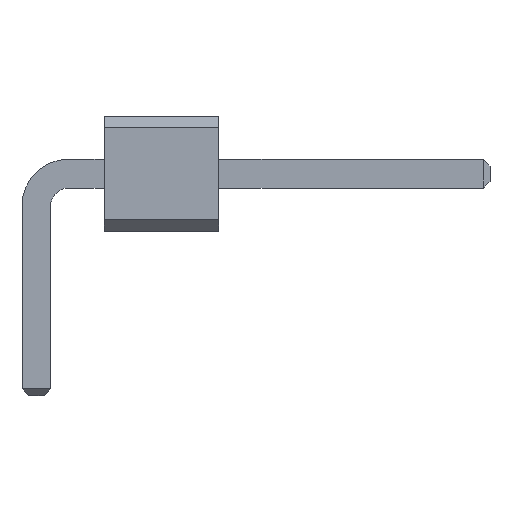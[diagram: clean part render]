
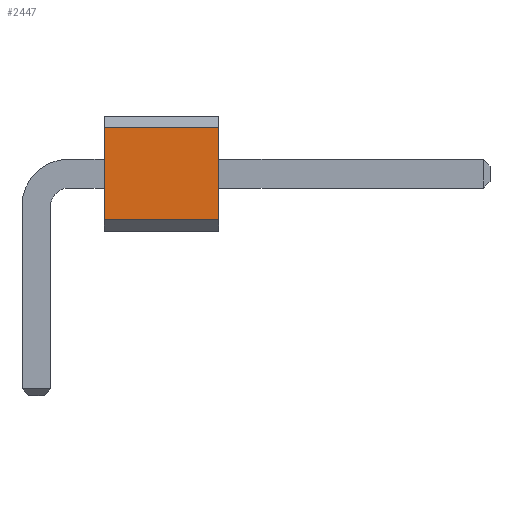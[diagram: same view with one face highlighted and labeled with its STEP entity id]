
A CAD part, front view. The second image highlights one B-rep face of the part: STEP entity #2447.
In plain terms, the highlighted planar face has unit normal (0, -1, 0).
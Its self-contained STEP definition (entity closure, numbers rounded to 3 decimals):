
#287 = VERTEX_POINT('',#288);
#288 = CARTESIAN_POINT('',(4.04,-21.59,2.29));
#294 = EDGE_CURVE('',#295,#287,#297,.T.);
#295 = VERTEX_POINT('',#296);
#296 = CARTESIAN_POINT('',(4.04,-21.59,0.25));
#297 = LINE('',#298,#299);
#298 = CARTESIAN_POINT('',(4.04,-21.59,0.));
#299 = VECTOR('',#300,1.);
#300 = DIRECTION('',(0.,0.,1.));
#1065 = VERTEX_POINT('',#1066);
#1066 = CARTESIAN_POINT('',(1.5,-21.59,0.25));
#1072 = EDGE_CURVE('',#1065,#1073,#1075,.T.);
#1073 = VERTEX_POINT('',#1074);
#1074 = CARTESIAN_POINT('',(1.5,-21.59,2.29));
#1075 = LINE('',#1076,#1077);
#1076 = CARTESIAN_POINT('',(1.5,-21.59,0.));
#1077 = VECTOR('',#1078,1.);
#1078 = DIRECTION('',(0.,0.,1.));
#2437 = EDGE_CURVE('',#295,#1065,#2438,.T.);
#2438 = LINE('',#2439,#2440);
#2439 = CARTESIAN_POINT('',(4.04,-21.59,0.25));
#2440 = VECTOR('',#2441,1.);
#2441 = DIRECTION('',(-1.,0.,0.));
#2447 = ADVANCED_FACE('',(#2448),#2459,.F.);
#2448 = FACE_BOUND('',#2449,.F.);
#2449 = EDGE_LOOP('',(#2450,#2451,#2452,#2453));
#2450 = ORIENTED_EDGE('',*,*,#294,.F.);
#2451 = ORIENTED_EDGE('',*,*,#2437,.T.);
#2452 = ORIENTED_EDGE('',*,*,#1072,.T.);
#2453 = ORIENTED_EDGE('',*,*,#2454,.F.);
#2454 = EDGE_CURVE('',#287,#1073,#2455,.T.);
#2455 = LINE('',#2456,#2457);
#2456 = CARTESIAN_POINT('',(4.04,-21.59,2.29));
#2457 = VECTOR('',#2458,1.);
#2458 = DIRECTION('',(-1.,0.,0.));
#2459 = PLANE('',#2460);
#2460 = AXIS2_PLACEMENT_3D('',#2461,#2462,#2463);
#2461 = CARTESIAN_POINT('',(4.04,-21.59,0.));
#2462 = DIRECTION('',(0.,1.,0.));
#2463 = DIRECTION('',(0.,0.,1.));
